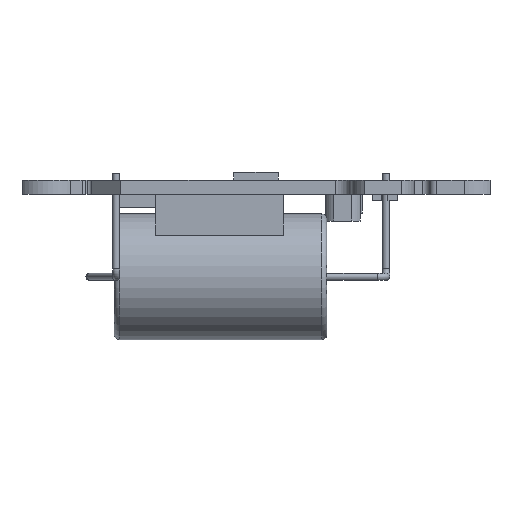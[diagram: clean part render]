
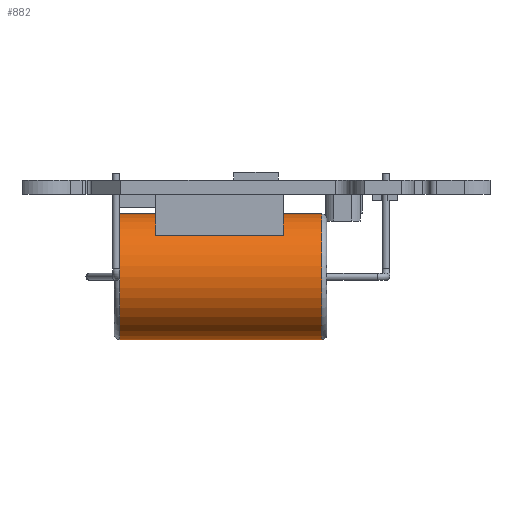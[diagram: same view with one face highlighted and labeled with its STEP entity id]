
A CAD part, front view. The second image highlights one B-rep face of the part: STEP entity #882.
In plain terms, the highlighted cylindrical face has radius 7.1 mm (diameter 14.2 mm), a full revolution.
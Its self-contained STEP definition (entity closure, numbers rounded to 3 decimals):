
#407 = AXIS2_PLACEMENT_3D ( 'NONE', #4964, #1585, #4433 ) ;
#882 = ADVANCED_FACE ( 'NONE', ( #3417, #4863 ), #5328, .T. ) ;
#891 = ORIENTED_EDGE ( 'NONE', *, *, #2946, .T. ) ;
#1080 = DIRECTION ( 'NONE',  ( 0., 0., -1. ) ) ;
#1556 = CIRCLE ( 'NONE', #2753, 7.1 ) ;
#1585 = DIRECTION ( 'NONE',  ( 1., 0., 0. ) ) ;
#1964 = DIRECTION ( 'NONE',  ( 0., 0., -1. ) ) ;
#2098 = CARTESIAN_POINT ( 'NONE',  ( 7.4, 1.7, -16.4 ) ) ;
#2259 = AXIS2_PLACEMENT_3D ( 'NONE', #3022, #4889, #1080 ) ;
#2607 = CARTESIAN_POINT ( 'NONE',  ( -15.4, 1.7, -16.4 ) ) ;
#2753 = AXIS2_PLACEMENT_3D ( 'NONE', #3945, #4378, #1964 ) ;
#2946 = EDGE_CURVE ( 'NONE', #5411, #5411, #1556, .T. ) ;
#3022 = CARTESIAN_POINT ( 'NONE',  ( -15.4, 1.7, -9.3 ) ) ;
#3417 = FACE_OUTER_BOUND ( 'NONE', #5677, .T. ) ;
#3594 = EDGE_CURVE ( 'NONE', #4884, #4884, #4966, .T. ) ;
#3945 = CARTESIAN_POINT ( 'NONE',  ( 7.4, 1.7, -9.3 ) ) ;
#4378 = DIRECTION ( 'NONE',  ( -1., 0., 0. ) ) ;
#4433 = DIRECTION ( 'NONE',  ( 0., 0., -1. ) ) ;
#4863 = FACE_OUTER_BOUND ( 'NONE', #5117, .T. ) ;
#4884 = VERTEX_POINT ( 'NONE', #2607 ) ;
#4889 = DIRECTION ( 'NONE',  ( 1., 0., 0. ) ) ;
#4964 = CARTESIAN_POINT ( 'NONE',  ( -16., 1.7, -9.3 ) ) ;
#4966 = CIRCLE ( 'NONE', #2259, 7.1 ) ;
#5045 = ORIENTED_EDGE ( 'NONE', *, *, #3594, .T. ) ;
#5117 = EDGE_LOOP ( 'NONE', ( #891 ) ) ;
#5328 = CYLINDRICAL_SURFACE ( 'NONE', #407, 7.1 ) ;
#5411 = VERTEX_POINT ( 'NONE', #2098 ) ;
#5677 = EDGE_LOOP ( 'NONE', ( #5045 ) ) ;
